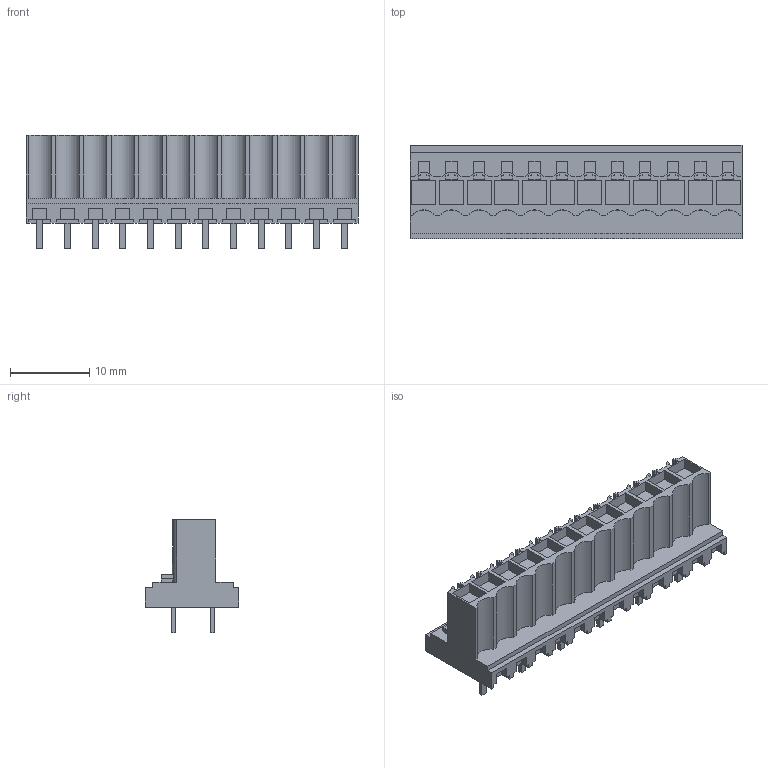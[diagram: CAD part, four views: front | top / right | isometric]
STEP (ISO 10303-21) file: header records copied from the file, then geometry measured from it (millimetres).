
FILE_DESCRIPTION(('CATIA V5 STEP Exchange','CAx-IF Rec.Pracs.--- Model Styling and Organization---1.2---2011-12-15'),'2;1');
FILE_NAME ('D1464003_0_4286340000_4286340000.stp','2017-04-29T07:27:04+00:00',('none'),('Weidmueller'),'CATIA Version 5-6 Release 2014','CATIA V5 STEP AP214','none');
FILE_SCHEMA(('AUTOMOTIVE_DESIGN { 1 0 10303 214 1 1 1 1 }'));
Length unit declared in the file: millimetre
Products named in the file (1): 4286340000
Bounding box: 42 x 11.85 x 14.3 mm (x, y, z)
Volume: 2722.1 mm3; surface area: 2870.5 mm2
Topology: 13 solids, 13 shells, 578 faces, 1686 edges, 1146 vertices
Faces by surface type: plane 554, cylinder 24
Entity records: 17529 total; most frequent: ORIENTED_EDGE 3372, CARTESIAN_POINT 3154, DIRECTION 2328, EDGE_CURVE 1686, VECTOR 1566, LINE 1566, VERTEX_POINT 1146, EDGE_LOOP 590
